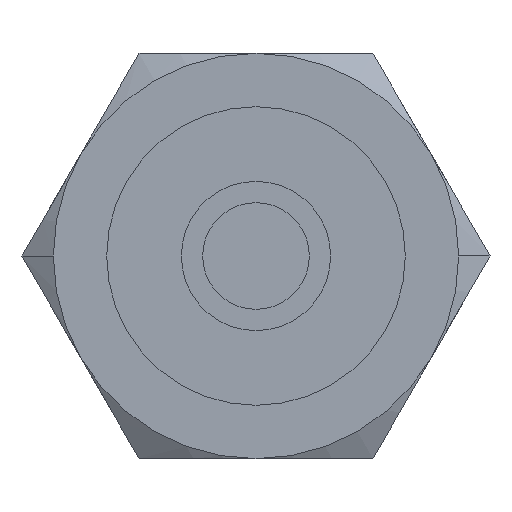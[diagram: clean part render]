
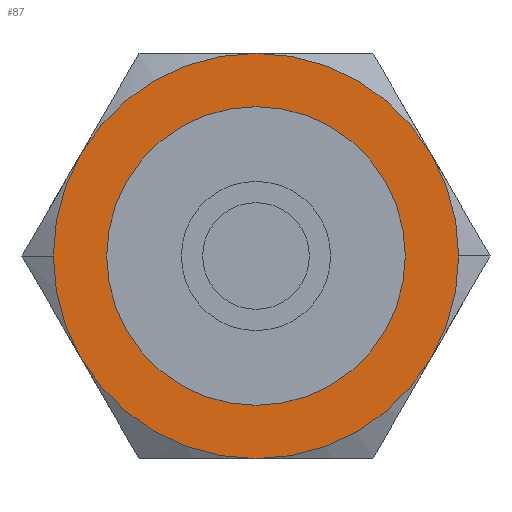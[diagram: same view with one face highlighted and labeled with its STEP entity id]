
A CAD part, front view. The second image highlights one B-rep face of the part: STEP entity #87.
In plain terms, the highlighted planar face has unit normal (0, -1, 0).
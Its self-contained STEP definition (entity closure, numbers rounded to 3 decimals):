
#87=ADVANCED_FACE('',(#144,#145),#146,.T.);
#144=FACE_OUTER_BOUND('',#236,.T.);
#145=FACE_BOUND('',#237,.T.);
#146=PLANE('',#238);
#236=EDGE_LOOP('',(#384,#385,#386,#387,#388,#389,#390,#391));
#237=EDGE_LOOP('',(#392,#393));
#238=AXIS2_PLACEMENT_3D('',#394,#395,#396);
#384=ORIENTED_EDGE('',*,*,#656,.F.);
#385=ORIENTED_EDGE('',*,*,#657,.F.);
#386=ORIENTED_EDGE('',*,*,#658,.F.);
#387=ORIENTED_EDGE('',*,*,#659,.F.);
#388=ORIENTED_EDGE('',*,*,#655,.F.);
#389=ORIENTED_EDGE('',*,*,#660,.F.);
#390=ORIENTED_EDGE('',*,*,#661,.F.);
#391=ORIENTED_EDGE('',*,*,#651,.F.);
#392=ORIENTED_EDGE('',*,*,#635,.F.);
#393=ORIENTED_EDGE('',*,*,#662,.F.);
#394=CARTESIAN_POINT('',(6.25,-55.0,0.0));
#395=DIRECTION('',(0.0,-1.0,0.0));
#396=DIRECTION('',(-1.0,0.0,0.0));
#635=EDGE_CURVE('',#739,#735,#741,.T.);
#651=EDGE_CURVE('',#770,#773,#774,.T.);
#655=EDGE_CURVE('',#779,#777,#781,.T.);
#656=EDGE_CURVE('',#782,#770,#783,.T.);
#657=EDGE_CURVE('',#784,#782,#785,.T.);
#658=EDGE_CURVE('',#786,#784,#787,.T.);
#659=EDGE_CURVE('',#777,#786,#788,.T.);
#660=EDGE_CURVE('',#789,#779,#790,.T.);
#661=EDGE_CURVE('',#773,#789,#791,.T.);
#662=EDGE_CURVE('',#735,#739,#792,.T.);
#735=VERTEX_POINT('',#887);
#739=VERTEX_POINT('',#892);
#741=CIRCLE('',#895,7.0);
#770=VERTEX_POINT('',#952);
#773=VERTEX_POINT('',#956);
#774=CIRCLE('',#957,9.5);
#777=VERTEX_POINT('',#971);
#779=VERTEX_POINT('',#974);
#781=CIRCLE('',#987,9.5);
#782=VERTEX_POINT('',#988);
#783=CIRCLE('',#989,9.5);
#784=VERTEX_POINT('',#990);
#785=CIRCLE('',#991,9.5);
#786=VERTEX_POINT('',#992);
#787=CIRCLE('',#993,9.5);
#788=CIRCLE('',#994,9.5);
#789=VERTEX_POINT('',#995);
#790=CIRCLE('',#996,9.5);
#791=CIRCLE('',#997,9.5);
#792=CIRCLE('',#998,7.0);
#887=CARTESIAN_POINT('',(-7.0,-55.0,0.));
#892=CARTESIAN_POINT('',(7.0,-55.0,0.));
#895=AXIS2_PLACEMENT_3D('',#1313,#1314,#1315);
#952=CARTESIAN_POINT('',(9.5,-55.0,0.));
#956=CARTESIAN_POINT('',(8.227,-55.0,-4.75));
#957=AXIS2_PLACEMENT_3D('',#1341,#1342,#1343);
#971=CARTESIAN_POINT('',(-9.5,-55.0,0.));
#974=CARTESIAN_POINT('',(-8.227,-55.0,-4.75));
#987=AXIS2_PLACEMENT_3D('',#1345,#1346,#1347);
#988=CARTESIAN_POINT('',(8.227,-55.0,4.75));
#989=AXIS2_PLACEMENT_3D('',#1348,#1349,#1350);
#990=CARTESIAN_POINT('',(0.,-55.0,9.5));
#991=AXIS2_PLACEMENT_3D('',#1351,#1352,#1353);
#992=CARTESIAN_POINT('',(-8.227,-55.0,4.75));
#993=AXIS2_PLACEMENT_3D('',#1354,#1355,#1356);
#994=AXIS2_PLACEMENT_3D('',#1357,#1358,#1359);
#995=CARTESIAN_POINT('',(0.0,-55.0,-9.5));
#996=AXIS2_PLACEMENT_3D('',#1360,#1361,#1362);
#997=AXIS2_PLACEMENT_3D('',#1363,#1364,#1365);
#998=AXIS2_PLACEMENT_3D('',#1366,#1367,#1368);
#1313=CARTESIAN_POINT('',(0.0,-55.0,0.0));
#1314=DIRECTION('',(0.0,-1.0,0.0));
#1315=DIRECTION('',(-1.0,0.0,0.0));
#1341=CARTESIAN_POINT('',(0.0,-55.0,0.0));
#1342=DIRECTION('',(0.0,1.0,0.0));
#1343=DIRECTION('',(1.0,0.0,0.0));
#1345=CARTESIAN_POINT('',(0.0,-55.0,0.0));
#1346=DIRECTION('',(0.0,1.0,0.0));
#1347=DIRECTION('',(1.0,0.0,0.0));
#1348=CARTESIAN_POINT('',(0.0,-55.0,0.0));
#1349=DIRECTION('',(0.0,1.0,0.0));
#1350=DIRECTION('',(1.0,0.0,0.0));
#1351=CARTESIAN_POINT('',(0.0,-55.0,0.0));
#1352=DIRECTION('',(0.0,1.0,0.0));
#1353=DIRECTION('',(1.0,0.0,0.0));
#1354=CARTESIAN_POINT('',(0.0,-55.0,0.0));
#1355=DIRECTION('',(0.0,1.0,0.0));
#1356=DIRECTION('',(1.0,0.0,0.0));
#1357=CARTESIAN_POINT('',(0.0,-55.0,0.0));
#1358=DIRECTION('',(0.0,1.0,0.0));
#1359=DIRECTION('',(1.0,0.0,0.0));
#1360=CARTESIAN_POINT('',(0.0,-55.0,0.0));
#1361=DIRECTION('',(0.0,1.0,0.0));
#1362=DIRECTION('',(1.0,0.0,0.0));
#1363=CARTESIAN_POINT('',(0.0,-55.0,0.0));
#1364=DIRECTION('',(0.0,1.0,0.0));
#1365=DIRECTION('',(1.0,0.0,0.0));
#1366=CARTESIAN_POINT('',(0.0,-55.0,0.0));
#1367=DIRECTION('',(0.0,-1.0,0.0));
#1368=DIRECTION('',(-1.0,0.0,0.0));
